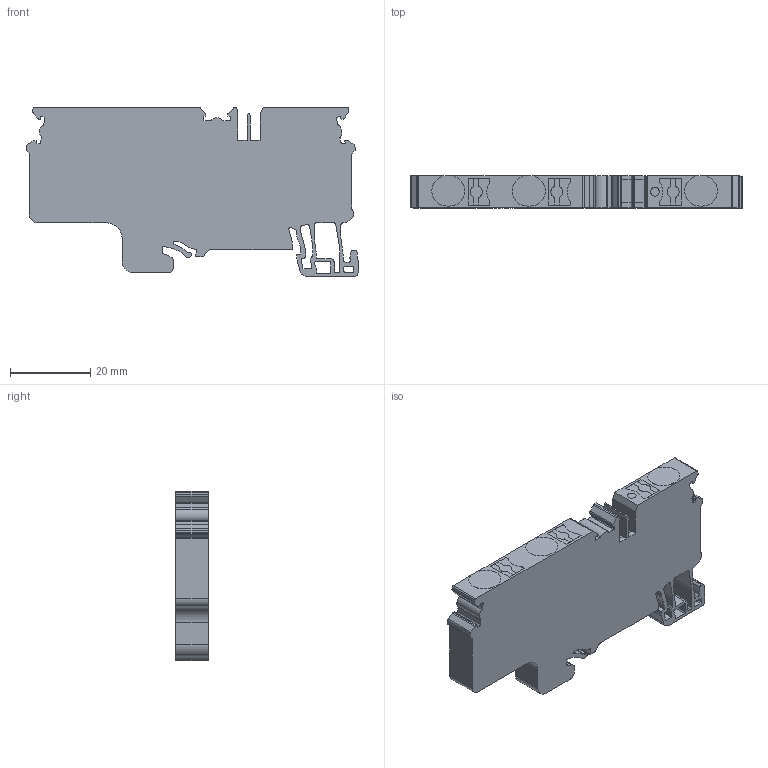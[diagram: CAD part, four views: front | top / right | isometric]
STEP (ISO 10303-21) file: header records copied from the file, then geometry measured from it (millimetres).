
FILE_DESCRIPTION (( 'STEP AP214' ), '1' );
FILE_NAME ('CP6_10_3 - grey.STEP', '2024-11-01T12:54:17', ( '' ), ( '' ), 'SwSTEP 2.0', 'SolidWorks 2022', '' );
FILE_SCHEMA (( 'AUTOMOTIVE_DESIGN' ));
Length unit declared in the file: millimetre
Products named in the file (1): CP6_10_3 - grey
Bounding box: 82.85 x 8 x 42.2 mm (x, y, z)
Volume: 21134.6 mm3; surface area: 8708.7 mm2
Topology: 1 solids, 1 shells, 355 faces, 1047 edges, 698 vertices
Faces by surface type: plane 185, cylinder 170
Entity records: 12136 total; most frequent: CARTESIAN_POINT 2101, DIRECTION 2099, ORIENTED_EDGE 2094, EDGE_CURVE 1047, VECTOR 707, LINE 707, VERTEX_POINT 698, AXIS2_PLACEMENT_3D 696
